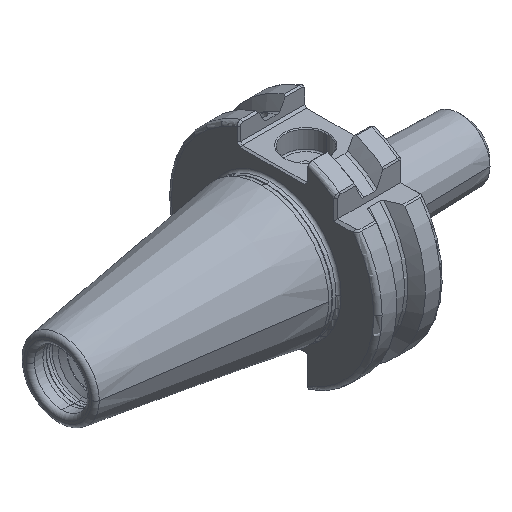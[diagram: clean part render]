
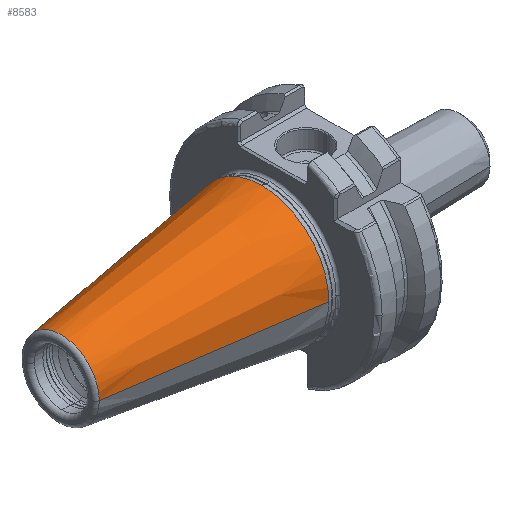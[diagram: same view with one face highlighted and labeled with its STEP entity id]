
A CAD part, isometric view. The second image highlights one B-rep face of the part: STEP entity #8583.
In plain terms, the highlighted conical face has half-angle 8.297 degrees and reference radius 16.342 mm.
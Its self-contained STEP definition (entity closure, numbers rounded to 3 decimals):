
#49 = AXIS2_PLACEMENT_3D ( 'NONE', #2530, #2531, #2532 ) ;
#55 = FACE_OUTER_BOUND ( 'NONE', #1373, .T. ) ;
#215 = CARTESIAN_POINT ( 'NONE',  ( -50.144, 0., 0. ) ) ;
#216 = LINE ( 'NONE', #217, #9640 ) ;
#217 = CARTESIAN_POINT ( 'NONE',  ( 0., -16.342, 0. ) ) ;
#218 = DIRECTION ( 'NONE',  ( 0.99, -0.144, 0. ) ) ;
#219 = DIRECTION ( 'NONE',  ( 1., 0., 0. ) ) ;
#220 = DIRECTION ( 'NONE',  ( 0., -1., 0. ) ) ;
#221 = CARTESIAN_POINT ( 'NONE',  ( -2.6, 0., 0. ) ) ;
#222 = DIRECTION ( 'NONE',  ( -1., 0., 0. ) ) ;
#223 = DIRECTION ( 'NONE',  ( 0., 0., 1. ) ) ;
#224 = CARTESIAN_POINT ( 'NONE',  ( -2.6, 0., 0. ) ) ;
#225 = DIRECTION ( 'NONE',  ( -1., 0., 0. ) ) ;
#226 = DIRECTION ( 'NONE',  ( 0., 0., 1. ) ) ;
#228 = LINE ( 'NONE', #229, #9659 ) ;
#229 = CARTESIAN_POINT ( 'NONE',  ( 0., 16.342, 0. ) ) ;
#230 = DIRECTION ( 'NONE',  ( 0.99, 0.144, 0. ) ) ;
#658 = ORIENTED_EDGE ( 'NONE', *, *, #799, .T. ) ;
#659 = ORIENTED_EDGE ( 'NONE', *, *, #800, .T. ) ;
#660 = ORIENTED_EDGE ( 'NONE', *, *, #798, .T. ) ;
#661 = ORIENTED_EDGE ( 'NONE', *, *, #801, .T. ) ;
#662 = ORIENTED_EDGE ( 'NONE', *, *, #802, .F. ) ;
#798 = EDGE_CURVE ( 'NONE', #4274, #4273, #216, .T. ) ;
#799 = EDGE_CURVE ( 'NONE', #4275, #4274, #8412, .T. ) ;
#800 = EDGE_CURVE ( 'NONE', #4273, #4272, #8411, .T. ) ;
#801 = EDGE_CURVE ( 'NONE', #4272, #4271, #8410, .T. ) ;
#802 = EDGE_CURVE ( 'NONE', #4275, #4271, #228, .T. ) ;
#1373 = EDGE_LOOP ( 'NONE', ( #658, #660, #659, #661, #662 ) ) ;
#2530 = CARTESIAN_POINT ( 'NONE',  ( 0., 0., 0. ) ) ;
#2531 = DIRECTION ( 'NONE',  ( 1., 0., 0. ) ) ;
#2532 = DIRECTION ( 'NONE',  ( 0., 1., 0. ) ) ;
#4027 = CONICAL_SURFACE ( 'NONE', #49, 16.342, 0.145 ) ;
#4271 = VERTEX_POINT ( 'NONE', #6739 ) ;
#4272 = VERTEX_POINT ( 'NONE', #6740 ) ;
#4273 = VERTEX_POINT ( 'NONE', #6741 ) ;
#4274 = VERTEX_POINT ( 'NONE', #6742 ) ;
#4275 = VERTEX_POINT ( 'NONE', #6743 ) ;
#6739 = CARTESIAN_POINT ( 'NONE',  ( -2.6, 15.962, 0. ) ) ;
#6740 = CARTESIAN_POINT ( 'NONE',  ( -2.6, 0., 15.962 ) ) ;
#6741 = CARTESIAN_POINT ( 'NONE',  ( -2.6, -15.962, 0. ) ) ;
#6742 = CARTESIAN_POINT ( 'NONE',  ( -50.144, -9.029, 0. ) ) ;
#6743 = CARTESIAN_POINT ( 'NONE',  ( -50.144, 9.029, 0. ) ) ;
#8410 = CIRCLE ( 'NONE', #9655, 15.962 ) ;
#8411 = CIRCLE ( 'NONE', #9650, 15.962 ) ;
#8412 = CIRCLE ( 'NONE', #9645, 9.029 ) ;
#8583 = ADVANCED_FACE ( 'NONE', ( #55 ), #4027, .T. ) ;
#9640 = VECTOR ( 'NONE', #218, 1000. ) ;
#9645 = AXIS2_PLACEMENT_3D ( 'NONE', #215, #219, #220 ) ;
#9650 = AXIS2_PLACEMENT_3D ( 'NONE', #221, #222, #223 ) ;
#9655 = AXIS2_PLACEMENT_3D ( 'NONE', #224, #225, #226 ) ;
#9659 = VECTOR ( 'NONE', #230, 1000. ) ;
